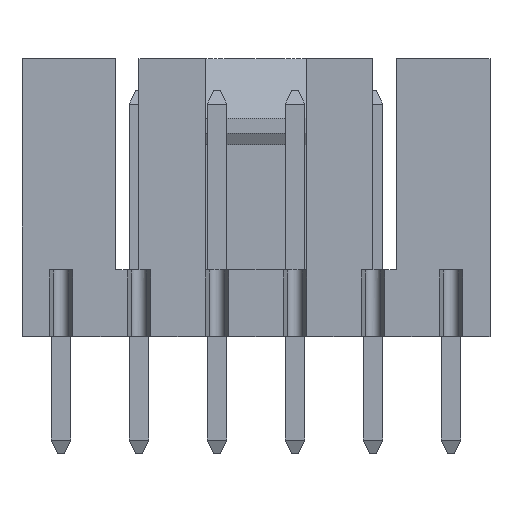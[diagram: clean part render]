
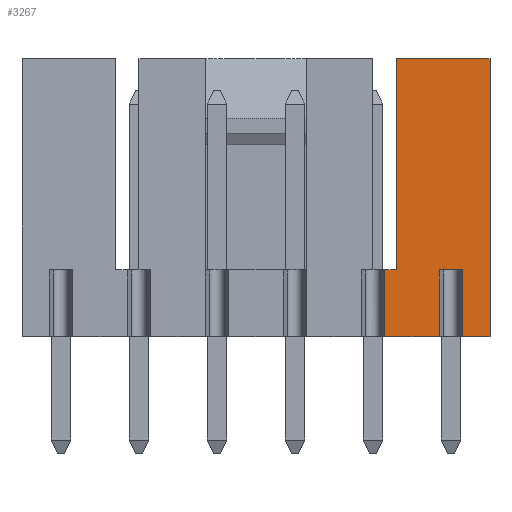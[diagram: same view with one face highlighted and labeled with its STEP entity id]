
A CAD part, top view. The second image highlights one B-rep face of the part: STEP entity #3267.
In plain terms, the highlighted planar face has unit normal (0, 0, 1).
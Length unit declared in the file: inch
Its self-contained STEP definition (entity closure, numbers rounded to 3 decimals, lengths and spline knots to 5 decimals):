
#196=DIRECTION('',(1.,0.,0.));
#197=VECTOR('',#196,0.015);
#198=CARTESIAN_POINT('',(0.165,-0.093,0.203));
#199=LINE('3101',#198,#197);
#390=DIRECTION('',(0.,1.,0.));
#391=VECTOR('',#390,0.271);
#392=CARTESIAN_POINT('',(0.18,-0.093,0.203));
#393=LINE('3102',#392,#391);
#422=DIRECTION('',(-1.,0.,0.));
#423=VECTOR('',#422,0.12);
#424=CARTESIAN_POINT('',(0.3,0.178,0.203));
#425=LINE('3103',#424,#423);
#458=DIRECTION('',(0.,1.,0.));
#459=VECTOR('',#458,0.356);
#460=CARTESIAN_POINT('',(0.3,-0.178,0.203));
#461=LINE('3104',#460,#459);
#572=DIRECTION('',(1.,0.,0.));
#573=VECTOR('',#572,0.07);
#574=CARTESIAN_POINT('',(0.165,-0.178,0.203));
#575=LINE('3109',#574,#573);
#589=DIRECTION('',(1.,0.,0.));
#590=VECTOR('',#589,0.035);
#591=CARTESIAN_POINT('',(0.265,-0.178,0.203));
#592=LINE('3105',#591,#590);
#1165=DIRECTION('',(0.,1.,0.));
#1166=VECTOR('',#1165,0.085);
#1167=CARTESIAN_POINT('',(0.165,-0.178,0.203));
#1168=LINE('3110',#1167,#1166);
#1382=DIRECTION('',(0.,-1.,0.));
#1383=VECTOR('',#1382,0.085);
#1384=CARTESIAN_POINT('',(0.235,-0.093,0.203));
#1385=LINE('3108',#1384,#1383);
#1386=DIRECTION('',(1.,0.,0.));
#1387=VECTOR('',#1386,0.03);
#1388=CARTESIAN_POINT('',(0.235,-0.093,0.203));
#1389=LINE('3107',#1388,#1387);
#1403=DIRECTION('',(0.,1.,0.));
#1404=VECTOR('',#1403,0.085);
#1405=CARTESIAN_POINT('',(0.265,-0.178,0.203));
#1406=LINE('3106',#1405,#1404);
#2612=CARTESIAN_POINT('',(0.165,-0.093,0.203));
#2613=CARTESIAN_POINT('',(0.18,-0.093,0.203));
#2614=VERTEX_POINT('',#2612);
#2615=VERTEX_POINT('',#2613);
#2616=CARTESIAN_POINT('',(0.18,0.178,0.203));
#2617=VERTEX_POINT('',#2616);
#2618=CARTESIAN_POINT('',(0.3,0.178,0.203));
#2619=VERTEX_POINT('',#2618);
#2620=CARTESIAN_POINT('',(0.3,-0.178,0.203));
#2621=VERTEX_POINT('',#2620);
#2622=CARTESIAN_POINT('',(0.265,-0.178,0.203));
#2623=VERTEX_POINT('',#2622);
#2624=CARTESIAN_POINT('',(0.265,-0.093,0.203));
#2625=VERTEX_POINT('',#2624);
#2626=CARTESIAN_POINT('',(0.235,-0.093,0.203));
#2627=VERTEX_POINT('',#2626);
#2628=CARTESIAN_POINT('',(0.235,-0.178,0.203));
#2629=VERTEX_POINT('',#2628);
#2630=CARTESIAN_POINT('',(0.165,-0.178,0.203));
#2631=VERTEX_POINT('',#2630);
#3242=CARTESIAN_POINT('',(0.2325,0.,0.203));
#3243=DIRECTION('',(0.,0.,1.));
#3244=DIRECTION('',(1.,0.,0.));
#3245=AXIS2_PLACEMENT_3D('',#3242,#3243,#3244);
#3246=PLANE('2655',#3245);
#3247=ORIENTED_EDGE('3101',*,*,#3040,.T.);
#3248=ORIENTED_EDGE('3102',*,*,#3220,.T.);
#3250=ORIENTED_EDGE('3103',*,*,#3249,.F.);
#3252=ORIENTED_EDGE('3104',*,*,#3251,.F.);
#3254=ORIENTED_EDGE('3105',*,*,#3253,.F.);
#3256=ORIENTED_EDGE('3106',*,*,#3255,.T.);
#3258=ORIENTED_EDGE('3107',*,*,#3257,.F.);
#3260=ORIENTED_EDGE('3108',*,*,#3259,.T.);
#3262=ORIENTED_EDGE('3109',*,*,#3261,.F.);
#3264=ORIENTED_EDGE('3110',*,*,#3263,.T.);
#3265=EDGE_LOOP('2655',(#3247,#3248,#3250,#3252,#3254,#3256,#3258,#3260,#3262,
#3264));
#3266=FACE_OUTER_BOUND('2655',#3265,.F.);
#3040=EDGE_CURVE('3101',#2614,#2615,#199,.T.);
#3220=EDGE_CURVE('3102',#2615,#2617,#393,.T.);
#3249=EDGE_CURVE('3103',#2619,#2617,#425,.T.);
#3251=EDGE_CURVE('3104',#2621,#2619,#461,.T.);
#3253=EDGE_CURVE('3105',#2623,#2621,#592,.T.);
#3255=EDGE_CURVE('3106',#2623,#2625,#1406,.T.);
#3257=EDGE_CURVE('3107',#2627,#2625,#1389,.T.);
#3259=EDGE_CURVE('3108',#2627,#2629,#1385,.T.);
#3261=EDGE_CURVE('3109',#2631,#2629,#575,.T.);
#3263=EDGE_CURVE('3110',#2631,#2614,#1168,.T.);
#3267=ADVANCED_FACE('2655',(#3266),#3246,.T.);
